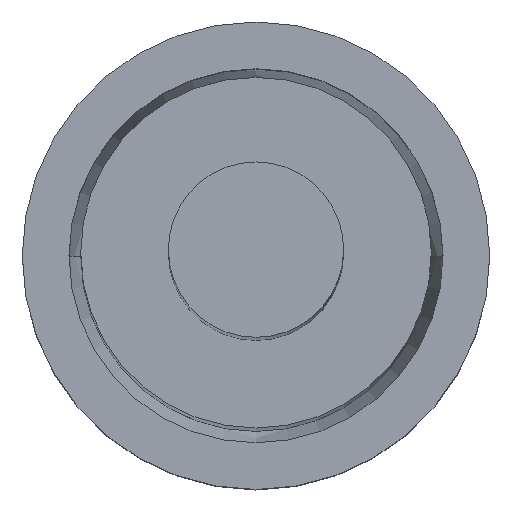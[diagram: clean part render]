
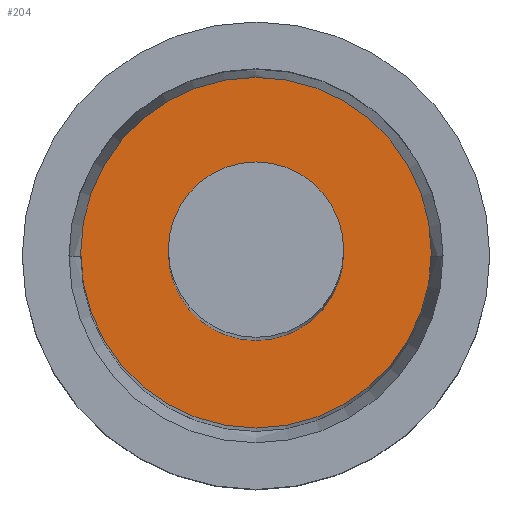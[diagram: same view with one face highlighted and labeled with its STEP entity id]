
A CAD part, top view. The second image highlights one B-rep face of the part: STEP entity #204.
In plain terms, the highlighted planar face has unit normal (0, 0, 1).
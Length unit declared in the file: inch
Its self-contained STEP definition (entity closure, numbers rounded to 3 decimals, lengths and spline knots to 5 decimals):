
#9 = EDGE_CURVE ( 'NONE', #987, #1567, #1540, .T. ) ;
#42 = EDGE_CURVE ( 'NONE', #734, #1308, #762, .T. ) ;
#45 = CIRCLE ( 'NONE', #1376, 0.02953 ) ;
#137 = AXIS2_PLACEMENT_3D ( 'NONE', #1357, #1128, #346 ) ;
#173 = DIRECTION ( 'NONE',  ( 0., 0., 1. ) ) ;
#204 = ADVANCED_FACE ( 'NONE', ( #1022, #939 ), #908, .T. ) ;
#320 = EDGE_CURVE ( 'NONE', #1308, #734, #1238, .T. ) ;
#346 = DIRECTION ( 'NONE',  ( 1., 0., 0. ) ) ;
#494 = ORIENTED_EDGE ( 'NONE', *, *, #320, .F. ) ;
#495 = ORIENTED_EDGE ( 'NONE', *, *, #9, .F. ) ;
#503 = DIRECTION ( 'NONE',  ( -1., 0., 0. ) ) ;
#618 = CARTESIAN_POINT ( 'NONE',  ( 0.02953, 0., 0.3937 ) ) ;
#656 = DIRECTION ( 'NONE',  ( 1., 0., 0. ) ) ;
#682 = CARTESIAN_POINT ( 'NONE',  ( 0., 0., 0.3937 ) ) ;
#718 = AXIS2_PLACEMENT_3D ( 'NONE', #1264, #1375, #656 ) ;
#734 = VERTEX_POINT ( 'NONE', #1145 ) ;
#762 = CIRCLE ( 'NONE', #718, 0.05906 ) ;
#788 = DIRECTION ( 'NONE',  ( 1., 0., 0. ) ) ;
#844 = EDGE_LOOP ( 'NONE', ( #1415, #494 ) ) ;
#878 = ORIENTED_EDGE ( 'NONE', *, *, #1111, .F. ) ;
#908 = PLANE ( 'NONE',  #1440 ) ;
#928 = CARTESIAN_POINT ( 'NONE',  ( 0., 0., 0.3937 ) ) ;
#939 = FACE_OUTER_BOUND ( 'NONE', #844, .T. ) ;
#987 = VERTEX_POINT ( 'NONE', #618 ) ;
#1014 = DIRECTION ( 'NONE',  ( 0., 0., 1. ) ) ;
#1022 = FACE_BOUND ( 'NONE', #1428, .T. ) ;
#1068 = DIRECTION ( 'NONE',  ( -1., 0., 0. ) ) ;
#1111 = EDGE_CURVE ( 'NONE', #1567, #987, #45, .T. ) ;
#1127 = CARTESIAN_POINT ( 'NONE',  ( -0.05906, 0., 0.3937 ) ) ;
#1128 = DIRECTION ( 'NONE',  ( 0., 0., 1. ) ) ;
#1145 = CARTESIAN_POINT ( 'NONE',  ( 0.05906, 0., 0.3937 ) ) ;
#1192 = CARTESIAN_POINT ( 'NONE',  ( -0.02953, 0., 0.3937 ) ) ;
#1216 = AXIS2_PLACEMENT_3D ( 'NONE', #682, #1424, #1068 ) ;
#1238 = CIRCLE ( 'NONE', #1216, 0.05906 ) ;
#1264 = CARTESIAN_POINT ( 'NONE',  ( 0., 0., 0.3937 ) ) ;
#1265 = CARTESIAN_POINT ( 'NONE',  ( 0., 0., 0.3937 ) ) ;
#1308 = VERTEX_POINT ( 'NONE', #1127 ) ;
#1357 = CARTESIAN_POINT ( 'NONE',  ( 0., 0., 0.3937 ) ) ;
#1375 = DIRECTION ( 'NONE',  ( 0., 0., -1. ) ) ;
#1376 = AXIS2_PLACEMENT_3D ( 'NONE', #1265, #173, #503 ) ;
#1415 = ORIENTED_EDGE ( 'NONE', *, *, #42, .F. ) ;
#1424 = DIRECTION ( 'NONE',  ( 0., 0., -1. ) ) ;
#1428 = EDGE_LOOP ( 'NONE', ( #495, #878 ) ) ;
#1440 = AXIS2_PLACEMENT_3D ( 'NONE', #928, #1014, #788 ) ;
#1540 = CIRCLE ( 'NONE', #137, 0.02953 ) ;
#1567 = VERTEX_POINT ( 'NONE', #1192 ) ;
